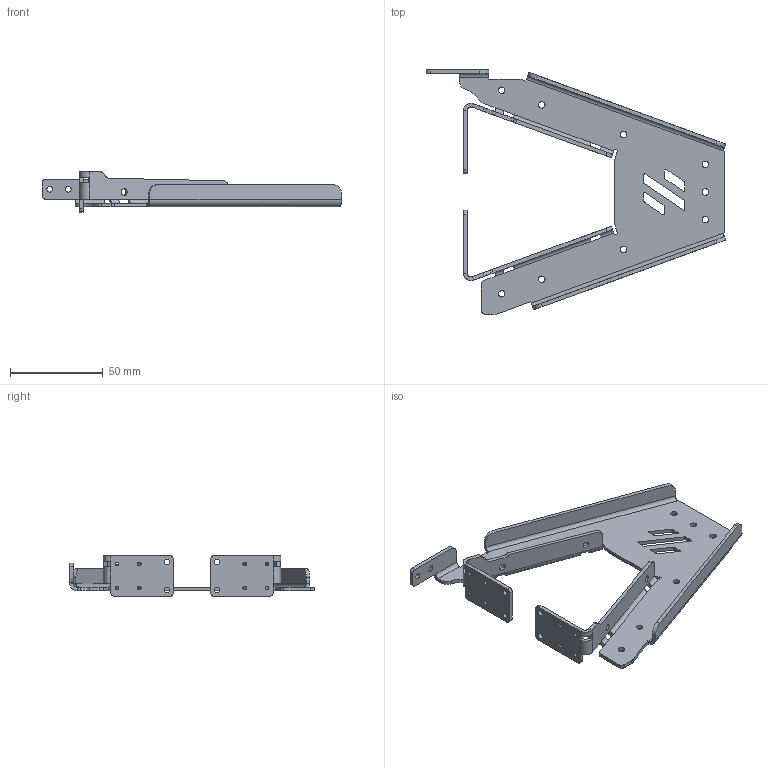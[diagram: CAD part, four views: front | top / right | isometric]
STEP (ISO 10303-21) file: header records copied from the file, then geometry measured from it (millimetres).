
FILE_DESCRIPTION(/* description */ (''),/* implementation_level */ '2;1');
FILE_NAME(/* name */ 'V0_sheet_metal_bed_v2 v43.step',/* time_stamp */ '2021-09-12T12:42:55+02:00',/* author */ (''),/* organization */ (''),/* preprocessor_version */ 'ST-DEVELOPER v18.1',/* originating_system */ 'Autodesk Translation Framework v10.9.0.1377',/* authorisation */ '');
FILE_SCHEMA (('AUTOMOTIVE_DESIGN { 1 0 10303 214 3 1 1 }'));
Length unit declared in the file: millimetre
Products named in the file (1): V0_sheet_metal_bed_v2
Bounding box: 161.75 x 132 x 22 mm (x, y, z)
Volume: 27343.5 mm3; surface area: 30326.3 mm2
Topology: 1 solids, 1 shells, 212 faces, 562 edges, 340 vertices
Faces by surface type: plane 117, cylinder 95
Full cylindrical faces by diameter (mm): 2.1 x8, 3.1 x6, 3.5 x13
Entity records: 6703 total; most frequent: CARTESIAN_POINT 1199, DIRECTION 1150, ORIENTED_EDGE 1124, EDGE_CURVE 562, AXIS2_PLACEMENT_3D 389, LINE 372, VECTOR 372, VERTEX_POINT 340
